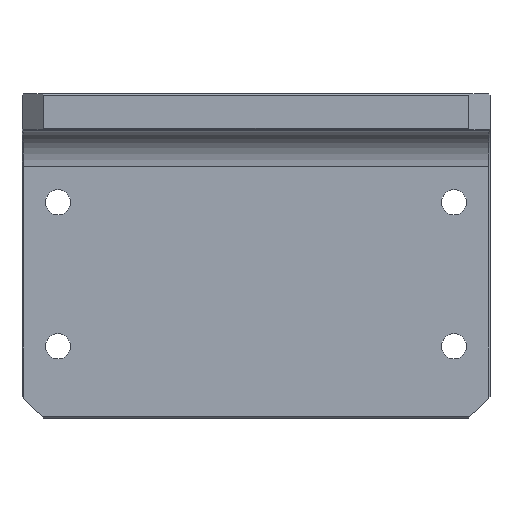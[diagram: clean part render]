
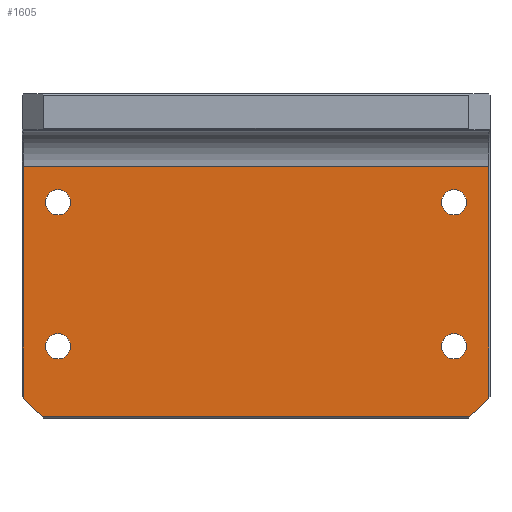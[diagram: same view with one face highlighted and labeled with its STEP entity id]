
A CAD part, top view. The second image highlights one B-rep face of the part: STEP entity #1605.
In plain terms, the highlighted planar face has unit normal (0, 0, 1).
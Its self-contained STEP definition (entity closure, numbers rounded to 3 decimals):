
#25 = DIRECTION ( 'NONE',  ( 0., 0., 1. ) ) ;
#30 = ORIENTED_EDGE ( 'NONE', *, *, #1462, .T. ) ;
#33 = DIRECTION ( 'NONE',  ( 0., 0., 1. ) ) ;
#40 = VERTEX_POINT ( 'NONE', #1509 ) ;
#44 = AXIS2_PLACEMENT_3D ( 'NONE', #1626, #1337, #713 ) ;
#63 = CARTESIAN_POINT ( 'NONE',  ( 25.75, 7.5, 5. ) ) ;
#65 = VERTEX_POINT ( 'NONE', #184 ) ;
#89 = VERTEX_POINT ( 'NONE', #63 ) ;
#98 = DIRECTION ( 'NONE',  ( 0., 0., 1. ) ) ;
#124 = ORIENTED_EDGE ( 'NONE', *, *, #773, .F. ) ;
#144 = CIRCLE ( 'NONE', #149, 1.75 ) ;
#148 = DIRECTION ( 'NONE',  ( 1., 0., 0. ) ) ;
#149 = AXIS2_PLACEMENT_3D ( 'NONE', #907, #33, #769 ) ;
#156 = VECTOR ( 'NONE', #420, 1000. ) ;
#165 = CARTESIAN_POINT ( 'NONE',  ( 0., -22.3, 5. ) ) ;
#184 = CARTESIAN_POINT ( 'NONE',  ( -25.75, 7.5, 5. ) ) ;
#185 = PLANE ( 'NONE',  #44 ) ;
#191 = FACE_BOUND ( 'NONE', #207, .T. ) ;
#207 = EDGE_LOOP ( 'NONE', ( #822, #1020 ) ) ;
#221 = EDGE_CURVE ( 'NONE', #1019, #1543, #1395, .T. ) ;
#226 = EDGE_CURVE ( 'NONE', #1421, #89, #144, .T. ) ;
#230 = VERTEX_POINT ( 'NONE', #1049 ) ;
#239 = AXIS2_PLACEMENT_3D ( 'NONE', #415, #1180, #292 ) ;
#245 = VERTEX_POINT ( 'NONE', #1042 ) ;
#262 = LINE ( 'NONE', #950, #1593 ) ;
#277 = VECTOR ( 'NONE', #1319, 1000. ) ;
#282 = CARTESIAN_POINT ( 'NONE',  ( -29.7, -22.3, 5. ) ) ;
#292 = DIRECTION ( 'NONE',  ( 1., 0., 0. ) ) ;
#302 = EDGE_CURVE ( 'NONE', #1286, #230, #406, .T. ) ;
#323 = CIRCLE ( 'NONE', #343, 1.75 ) ;
#343 = AXIS2_PLACEMENT_3D ( 'NONE', #1072, #25, #148 ) ;
#345 = ORIENTED_EDGE ( 'NONE', *, *, #1507, .F. ) ;
#347 = CARTESIAN_POINT ( 'NONE',  ( -29.5, -22.5, 5. ) ) ;
#368 = CARTESIAN_POINT ( 'NONE',  ( -25.75, -12.5, 5. ) ) ;
#374 = DIRECTION ( 'NONE',  ( 0., 0., 1. ) ) ;
#377 = CARTESIAN_POINT ( 'NONE',  ( 29.25, -12.5, 5. ) ) ;
#406 = LINE ( 'NONE', #894, #1545 ) ;
#415 = CARTESIAN_POINT ( 'NONE',  ( -27.5, -12.5, 5. ) ) ;
#420 = DIRECTION ( 'NONE',  ( 1., 0., 0. ) ) ;
#423 = EDGE_CURVE ( 'NONE', #692, #1566, #962, .T. ) ;
#447 = AXIS2_PLACEMENT_3D ( 'NONE', #1666, #715, #598 ) ;
#455 = EDGE_CURVE ( 'NONE', #230, #1297, #262, .T. ) ;
#465 = EDGE_CURVE ( 'NONE', #89, #1421, #581, .T. ) ;
#475 = FACE_OUTER_BOUND ( 'NONE', #1431, .T. ) ;
#478 = LINE ( 'NONE', #165, #156 ) ;
#485 = VERTEX_POINT ( 'NONE', #282 ) ;
#497 = AXIS2_PLACEMENT_3D ( 'NONE', #1454, #772, #1584 ) ;
#507 = DIRECTION ( 'NONE',  ( -1., 0., 0. ) ) ;
#515 = VECTOR ( 'NONE', #1140, 1000. ) ;
#546 = ORIENTED_EDGE ( 'NONE', *, *, #302, .T. ) ;
#574 = CARTESIAN_POINT ( 'NONE',  ( 29.7, -22.3, 5. ) ) ;
#581 = CIRCLE ( 'NONE', #683, 1.75 ) ;
#593 = CIRCLE ( 'NONE', #1379, 1.75 ) ;
#598 = DIRECTION ( 'NONE',  ( 1., 0., 0. ) ) ;
#607 = CARTESIAN_POINT ( 'NONE',  ( 32.3, 12.5, 5. ) ) ;
#634 = EDGE_CURVE ( 'NONE', #40, #65, #323, .T. ) ;
#652 = ORIENTED_EDGE ( 'NONE', *, *, #1565, .F. ) ;
#653 = VECTOR ( 'NONE', #1126, 1000. ) ;
#656 = DIRECTION ( 'NONE',  ( 0., 0., 1. ) ) ;
#657 = EDGE_CURVE ( 'NONE', #65, #40, #898, .T. ) ;
#683 = AXIS2_PLACEMENT_3D ( 'NONE', #985, #98, #1652 ) ;
#688 = DIRECTION ( 'NONE',  ( 0., -1., 0. ) ) ;
#692 = VERTEX_POINT ( 'NONE', #1329 ) ;
#702 = EDGE_CURVE ( 'NONE', #485, #1504, #478, .T. ) ;
#713 = DIRECTION ( 'NONE',  ( 1., 0., 0. ) ) ;
#715 = DIRECTION ( 'NONE',  ( 0., 0., 1. ) ) ;
#750 = EDGE_LOOP ( 'NONE', ( #124, #1179 ) ) ;
#769 = DIRECTION ( 'NONE',  ( 1., 0., 0. ) ) ;
#772 = DIRECTION ( 'NONE',  ( 0., 0., 1. ) ) ;
#773 = EDGE_CURVE ( 'NONE', #1566, #692, #1091, .T. ) ;
#808 = FACE_BOUND ( 'NONE', #750, .T. ) ;
#822 = ORIENTED_EDGE ( 'NONE', *, *, #634, .F. ) ;
#823 = CARTESIAN_POINT ( 'NONE',  ( -29.25, -12.5, 5. ) ) ;
#844 = EDGE_LOOP ( 'NONE', ( #1037, #1459 ) ) ;
#864 = DIRECTION ( 'NONE',  ( 1., 0., 0. ) ) ;
#884 = ORIENTED_EDGE ( 'NONE', *, *, #702, .T. ) ;
#894 = CARTESIAN_POINT ( 'NONE',  ( -32.5, 12.5, 5. ) ) ;
#898 = CIRCLE ( 'NONE', #497, 1.75 ) ;
#907 = CARTESIAN_POINT ( 'NONE',  ( 27.5, 7.5, 5. ) ) ;
#950 = CARTESIAN_POINT ( 'NONE',  ( -32.3, -19.5, 5. ) ) ;
#962 = CIRCLE ( 'NONE', #447, 1.75 ) ;
#967 = CARTESIAN_POINT ( 'NONE',  ( -32.3, -19.7, 5. ) ) ;
#985 = CARTESIAN_POINT ( 'NONE',  ( 27.5, 7.5, 5. ) ) ;
#1019 = VERTEX_POINT ( 'NONE', #368 ) ;
#1020 = ORIENTED_EDGE ( 'NONE', *, *, #657, .F. ) ;
#1037 = ORIENTED_EDGE ( 'NONE', *, *, #226, .F. ) ;
#1042 = CARTESIAN_POINT ( 'NONE',  ( 32.3, -19.7, 5. ) ) ;
#1049 = CARTESIAN_POINT ( 'NONE',  ( -32.3, 12.5, 5. ) ) ;
#1072 = CARTESIAN_POINT ( 'NONE',  ( -27.5, 7.5, 5. ) ) ;
#1073 = LINE ( 'NONE', #1553, #653 ) ;
#1091 = CIRCLE ( 'NONE', #1199, 1.75 ) ;
#1126 = DIRECTION ( 'NONE',  ( 0., 1., 0. ) ) ;
#1140 = DIRECTION ( 'NONE',  ( -0.707, -0.707, 0. ) ) ;
#1167 = FACE_BOUND ( 'NONE', #844, .T. ) ;
#1177 = ORIENTED_EDGE ( 'NONE', *, *, #221, .F. ) ;
#1179 = ORIENTED_EDGE ( 'NONE', *, *, #423, .F. ) ;
#1180 = DIRECTION ( 'NONE',  ( 0., 0., 1. ) ) ;
#1199 = AXIS2_PLACEMENT_3D ( 'NONE', #1479, #656, #1606 ) ;
#1214 = LINE ( 'NONE', #1670, #515 ) ;
#1263 = CARTESIAN_POINT ( 'NONE',  ( 29.25, 7.5, 5. ) ) ;
#1286 = VERTEX_POINT ( 'NONE', #607 ) ;
#1297 = VERTEX_POINT ( 'NONE', #967 ) ;
#1319 = DIRECTION ( 'NONE',  ( -0.707, 0.707, 0. ) ) ;
#1329 = CARTESIAN_POINT ( 'NONE',  ( 25.75, -12.5, 5. ) ) ;
#1337 = DIRECTION ( 'NONE',  ( 0., 0., 1. ) ) ;
#1363 = ORIENTED_EDGE ( 'NONE', *, *, #455, .T. ) ;
#1379 = AXIS2_PLACEMENT_3D ( 'NONE', #1412, #374, #864 ) ;
#1395 = CIRCLE ( 'NONE', #239, 1.75 ) ;
#1397 = ORIENTED_EDGE ( 'NONE', *, *, #1586, .F. ) ;
#1412 = CARTESIAN_POINT ( 'NONE',  ( -27.5, -12.5, 5. ) ) ;
#1421 = VERTEX_POINT ( 'NONE', #1263 ) ;
#1431 = EDGE_LOOP ( 'NONE', ( #1397, #30, #546, #1363, #345, #884 ) ) ;
#1454 = CARTESIAN_POINT ( 'NONE',  ( -27.5, 7.5, 5. ) ) ;
#1459 = ORIENTED_EDGE ( 'NONE', *, *, #465, .F. ) ;
#1462 = EDGE_CURVE ( 'NONE', #245, #1286, #1073, .T. ) ;
#1479 = CARTESIAN_POINT ( 'NONE',  ( 27.5, -12.5, 5. ) ) ;
#1490 = EDGE_LOOP ( 'NONE', ( #652, #1177 ) ) ;
#1504 = VERTEX_POINT ( 'NONE', #574 ) ;
#1507 = EDGE_CURVE ( 'NONE', #485, #1297, #1610, .T. ) ;
#1509 = CARTESIAN_POINT ( 'NONE',  ( -29.25, 7.5, 5. ) ) ;
#1543 = VERTEX_POINT ( 'NONE', #823 ) ;
#1545 = VECTOR ( 'NONE', #507, 1000. ) ;
#1553 = CARTESIAN_POINT ( 'NONE',  ( 32.3, 12.5, 5. ) ) ;
#1565 = EDGE_CURVE ( 'NONE', #1543, #1019, #593, .T. ) ;
#1566 = VERTEX_POINT ( 'NONE', #377 ) ;
#1573 = FACE_BOUND ( 'NONE', #1490, .T. ) ;
#1584 = DIRECTION ( 'NONE',  ( 1., 0., 0. ) ) ;
#1586 = EDGE_CURVE ( 'NONE', #245, #1504, #1214, .T. ) ;
#1593 = VECTOR ( 'NONE', #688, 1000. ) ;
#1605 = ADVANCED_FACE ( 'NONE', ( #1573, #191, #1167, #808, #475 ), #185, .T. ) ;
#1606 = DIRECTION ( 'NONE',  ( 1., 0., 0. ) ) ;
#1610 = LINE ( 'NONE', #347, #277 ) ;
#1626 = CARTESIAN_POINT ( 'NONE',  ( 0., 0., 5. ) ) ;
#1652 = DIRECTION ( 'NONE',  ( 1., 0., 0. ) ) ;
#1666 = CARTESIAN_POINT ( 'NONE',  ( 27.5, -12.5, 5. ) ) ;
#1670 = CARTESIAN_POINT ( 'NONE',  ( 32.5, -19.5, 5. ) ) ;
